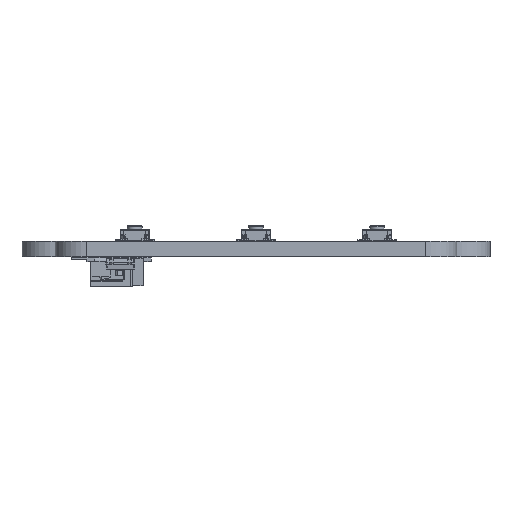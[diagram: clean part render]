
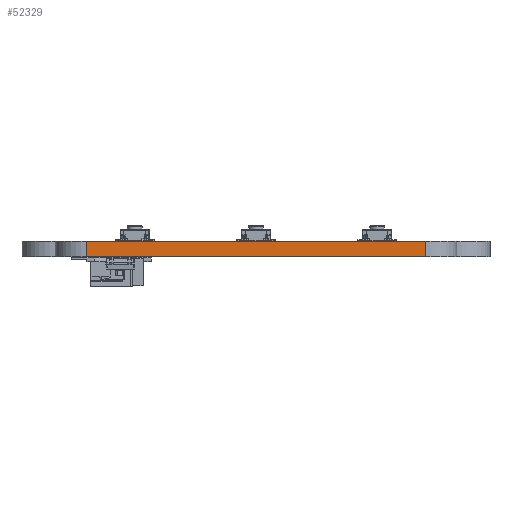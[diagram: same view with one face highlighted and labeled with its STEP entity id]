
A CAD part, left-side view. The second image highlights one B-rep face of the part: STEP entity #52329.
In plain terms, the highlighted planar face has unit normal (-1, 0, 0).
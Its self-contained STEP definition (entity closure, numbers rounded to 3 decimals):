
#51040 = PLANE('',#51041);
#51041 = AXIS2_PLACEMENT_3D('',#51042,#51043,#51044);
#51042 = CARTESIAN_POINT('',(-0.022,0.,1.6
    ));
#51043 = DIRECTION('',(0.,0.,1.));
#51044 = DIRECTION('',(1.,0.,-0.));
#51095 = PLANE('',#51096);
#51096 = AXIS2_PLACEMENT_3D('',#51097,#51098,#51099);
#51097 = CARTESIAN_POINT('',(-0.022,0.,0.)
  );
#51098 = DIRECTION('',(0.,0.,1.));
#51099 = DIRECTION('',(1.,0.,-0.));
#51150 = CYLINDRICAL_SURFACE('',#51151,3.2);
#51151 = AXIS2_PLACEMENT_3D('',#51152,#51153,#51154);
#51152 = CARTESIAN_POINT('',(-15.,-17.5,0.));
#51153 = DIRECTION('',(-0.,-0.,-1.));
#51154 = DIRECTION('',(1.,0.,-0.));
#51545 = VERTEX_POINT('',#51546);
#51546 = CARTESIAN_POINT('',(-18.2,17.5,0.));
#51561 = CYLINDRICAL_SURFACE('',#51562,3.2);
#51562 = AXIS2_PLACEMENT_3D('',#51563,#51564,#51565);
#51563 = CARTESIAN_POINT('',(-15.,17.5,0.));
#51564 = DIRECTION('',(-0.,-0.,-1.));
#51565 = DIRECTION('',(1.,0.,-0.));
#51573 = EDGE_CURVE('',#51574,#51545,#51576,.T.);
#51574 = VERTEX_POINT('',#51575);
#51575 = CARTESIAN_POINT('',(-18.2,-17.5,0.));
#51576 = SURFACE_CURVE('',#51577,(#51581,#51588),.PCURVE_S1.);
#51577 = LINE('',#51578,#51579);
#51578 = CARTESIAN_POINT('',(-18.2,-17.5,0.));
#51579 = VECTOR('',#51580,1.);
#51580 = DIRECTION('',(0.,1.,0.));
#51581 = PCURVE('',#51095,#51582);
#51582 = DEFINITIONAL_REPRESENTATION('',(#51583),#51587);
#51583 = LINE('',#51584,#51585);
#51584 = CARTESIAN_POINT('',(-18.178,-17.5));
#51585 = VECTOR('',#51586,1.);
#51586 = DIRECTION('',(0.,1.));
#51587 = ( GEOMETRIC_REPRESENTATION_CONTEXT(2) 
PARAMETRIC_REPRESENTATION_CONTEXT() REPRESENTATION_CONTEXT('2D SPACE',''
  ) );
#51588 = PCURVE('',#51589,#51594);
#51589 = PLANE('',#51590);
#51590 = AXIS2_PLACEMENT_3D('',#51591,#51592,#51593);
#51591 = CARTESIAN_POINT('',(-18.2,-17.5,0.));
#51592 = DIRECTION('',(-1.,0.,0.));
#51593 = DIRECTION('',(0.,1.,0.));
#51594 = DEFINITIONAL_REPRESENTATION('',(#51595),#51599);
#51595 = LINE('',#51596,#51597);
#51596 = CARTESIAN_POINT('',(0.,0.));
#51597 = VECTOR('',#51598,1.);
#51598 = DIRECTION('',(1.,0.));
#51599 = ( GEOMETRIC_REPRESENTATION_CONTEXT(2) 
PARAMETRIC_REPRESENTATION_CONTEXT() REPRESENTATION_CONTEXT('2D SPACE',''
  ) );
#52051 = VERTEX_POINT('',#52052);
#52052 = CARTESIAN_POINT('',(-18.2,17.5,1.6));
#52074 = EDGE_CURVE('',#52075,#52051,#52077,.T.);
#52075 = VERTEX_POINT('',#52076);
#52076 = CARTESIAN_POINT('',(-18.2,-17.5,1.6));
#52077 = SURFACE_CURVE('',#52078,(#52082,#52089),.PCURVE_S1.);
#52078 = LINE('',#52079,#52080);
#52079 = CARTESIAN_POINT('',(-18.2,-17.5,1.6));
#52080 = VECTOR('',#52081,1.);
#52081 = DIRECTION('',(0.,1.,0.));
#52082 = PCURVE('',#51040,#52083);
#52083 = DEFINITIONAL_REPRESENTATION('',(#52084),#52088);
#52084 = LINE('',#52085,#52086);
#52085 = CARTESIAN_POINT('',(-18.178,-17.5));
#52086 = VECTOR('',#52087,1.);
#52087 = DIRECTION('',(0.,1.));
#52088 = ( GEOMETRIC_REPRESENTATION_CONTEXT(2) 
PARAMETRIC_REPRESENTATION_CONTEXT() REPRESENTATION_CONTEXT('2D SPACE',''
  ) );
#52089 = PCURVE('',#51589,#52090);
#52090 = DEFINITIONAL_REPRESENTATION('',(#52091),#52095);
#52091 = LINE('',#52092,#52093);
#52092 = CARTESIAN_POINT('',(0.,-1.6));
#52093 = VECTOR('',#52094,1.);
#52094 = DIRECTION('',(1.,0.));
#52095 = ( GEOMETRIC_REPRESENTATION_CONTEXT(2) 
PARAMETRIC_REPRESENTATION_CONTEXT() REPRESENTATION_CONTEXT('2D SPACE',''
  ) );
#52279 = EDGE_CURVE('',#51574,#52075,#52280,.T.);
#52280 = SURFACE_CURVE('',#52281,(#52285,#52292),.PCURVE_S1.);
#52281 = LINE('',#52282,#52283);
#52282 = CARTESIAN_POINT('',(-18.2,-17.5,0.));
#52283 = VECTOR('',#52284,1.);
#52284 = DIRECTION('',(0.,0.,1.));
#52285 = PCURVE('',#51150,#52286);
#52286 = DEFINITIONAL_REPRESENTATION('',(#52287),#52291);
#52287 = LINE('',#52288,#52289);
#52288 = CARTESIAN_POINT('',(-3.142,0.));
#52289 = VECTOR('',#52290,1.);
#52290 = DIRECTION('',(-0.,-1.));
#52291 = ( GEOMETRIC_REPRESENTATION_CONTEXT(2) 
PARAMETRIC_REPRESENTATION_CONTEXT() REPRESENTATION_CONTEXT('2D SPACE',''
  ) );
#52292 = PCURVE('',#51589,#52293);
#52293 = DEFINITIONAL_REPRESENTATION('',(#52294),#52298);
#52294 = LINE('',#52295,#52296);
#52295 = CARTESIAN_POINT('',(0.,0.));
#52296 = VECTOR('',#52297,1.);
#52297 = DIRECTION('',(0.,-1.));
#52298 = ( GEOMETRIC_REPRESENTATION_CONTEXT(2) 
PARAMETRIC_REPRESENTATION_CONTEXT() REPRESENTATION_CONTEXT('2D SPACE',''
  ) );
#52329 = ADVANCED_FACE('',(#52330),#51589,.T.);
#52330 = FACE_BOUND('',#52331,.T.);
#52331 = EDGE_LOOP('',(#52332,#52333,#52334,#52355));
#52332 = ORIENTED_EDGE('',*,*,#52279,.T.);
#52333 = ORIENTED_EDGE('',*,*,#52074,.T.);
#52334 = ORIENTED_EDGE('',*,*,#52335,.F.);
#52335 = EDGE_CURVE('',#51545,#52051,#52336,.T.);
#52336 = SURFACE_CURVE('',#52337,(#52341,#52348),.PCURVE_S1.);
#52337 = LINE('',#52338,#52339);
#52338 = CARTESIAN_POINT('',(-18.2,17.5,0.));
#52339 = VECTOR('',#52340,1.);
#52340 = DIRECTION('',(0.,0.,1.));
#52341 = PCURVE('',#51589,#52342);
#52342 = DEFINITIONAL_REPRESENTATION('',(#52343),#52347);
#52343 = LINE('',#52344,#52345);
#52344 = CARTESIAN_POINT('',(35.,0.));
#52345 = VECTOR('',#52346,1.);
#52346 = DIRECTION('',(0.,-1.));
#52347 = ( GEOMETRIC_REPRESENTATION_CONTEXT(2) 
PARAMETRIC_REPRESENTATION_CONTEXT() REPRESENTATION_CONTEXT('2D SPACE',''
  ) );
#52348 = PCURVE('',#51561,#52349);
#52349 = DEFINITIONAL_REPRESENTATION('',(#52350),#52354);
#52350 = LINE('',#52351,#52352);
#52351 = CARTESIAN_POINT('',(-3.142,0.));
#52352 = VECTOR('',#52353,1.);
#52353 = DIRECTION('',(-0.,-1.));
#52354 = ( GEOMETRIC_REPRESENTATION_CONTEXT(2) 
PARAMETRIC_REPRESENTATION_CONTEXT() REPRESENTATION_CONTEXT('2D SPACE',''
  ) );
#52355 = ORIENTED_EDGE('',*,*,#51573,.F.);
